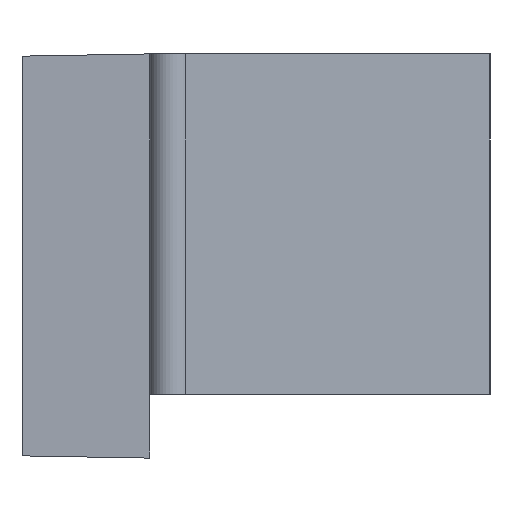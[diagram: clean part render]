
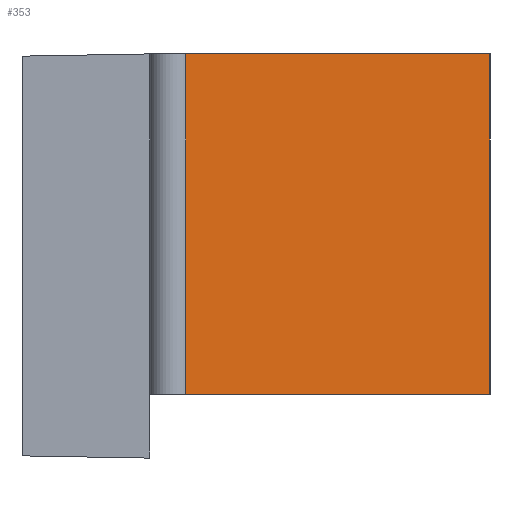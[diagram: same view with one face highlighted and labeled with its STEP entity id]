
A CAD part, left-side view. The second image highlights one B-rep face of the part: STEP entity #353.
In plain terms, the highlighted planar face has unit normal (-0.707, -0.707, 0).
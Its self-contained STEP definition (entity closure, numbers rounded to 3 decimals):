
#16=PLANE('',#390);
#37=FACE_OUTER_BOUND('',#58,.T.);
#58=EDGE_LOOP('',(#265,#266,#267,#268));
#78=LINE('',#513,#125);
#79=LINE('',#516,#126);
#87=LINE('',#532,#134);
#88=LINE('',#533,#135);
#125=VECTOR('',#418,10.);
#126=VECTOR('',#421,10.);
#134=VECTOR('',#431,10.);
#135=VECTOR('',#432,10.);
#173=VERTEX_POINT('',#506);
#176=VERTEX_POINT('',#511);
#177=VERTEX_POINT('',#515);
#184=VERTEX_POINT('',#531);
#206=EDGE_CURVE('',#176,#173,#78,.T.);
#207=EDGE_CURVE('',#177,#173,#79,.T.);
#215=EDGE_CURVE('',#176,#184,#87,.T.);
#216=EDGE_CURVE('',#184,#177,#88,.T.);
#265=ORIENTED_EDGE('',*,*,#206,.F.);
#266=ORIENTED_EDGE('',*,*,#215,.T.);
#267=ORIENTED_EDGE('',*,*,#216,.T.);
#268=ORIENTED_EDGE('',*,*,#207,.T.);
#353=ADVANCED_FACE('',(#37),#16,.T.);
#390=AXIS2_PLACEMENT_3D('',#530,#429,#430);
#418=DIRECTION('',(0.,0.,1.));
#421=DIRECTION('',(-0.707,0.707,0.));
#429=DIRECTION('center_axis',(-0.707,-0.707,0.));
#430=DIRECTION('ref_axis',(0.,0.,1.));
#431=DIRECTION('',(0.707,-0.707,0.));
#432=DIRECTION('',(0.,0.,1.));
#506=CARTESIAN_POINT('',(-18.293,-1.707,8.));
#511=CARTESIAN_POINT('',(-18.293,-1.707,-8.));
#513=CARTESIAN_POINT('',(-18.293,-1.707,2.));
#515=CARTESIAN_POINT('',(-4.,-16.,8.));
#516=CARTESIAN_POINT('',(-6.,-14.,8.));
#530=CARTESIAN_POINT('Origin',(-12.,-8.,4.));
#531=CARTESIAN_POINT('',(-4.,-16.,-8.));
#532=CARTESIAN_POINT('',(-16.,-4.,-8.));
#533=CARTESIAN_POINT('',(-4.,-16.,4.));
